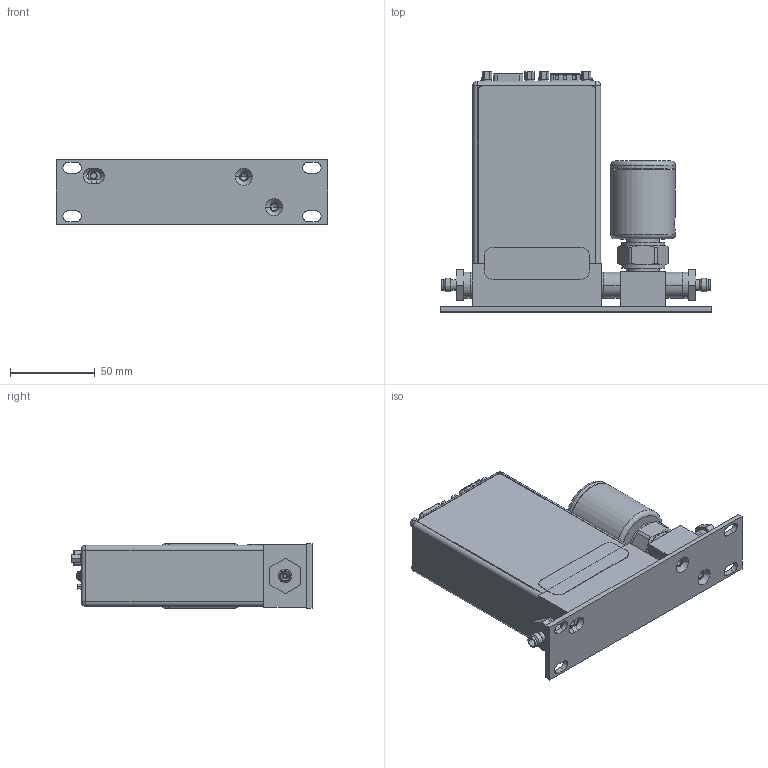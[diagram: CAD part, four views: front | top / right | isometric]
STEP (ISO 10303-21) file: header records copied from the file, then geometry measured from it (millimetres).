
FILE_DESCRIPTION((''),'2;1');
FILE_NAME('GV50A_PROFIBUS_4VCR_ASM','2015-08-04T',('cockrofm'),(''),'PRO/ENGINEER BY PARAMETRIC TECHNOLOGY CORPORATION, 2011490','PRO/ENGINEER BY PARAMETRIC TECHNOLOGY CORPORATION, 2011490','');
FILE_SCHEMA(('CONFIG_CONTROL_DESIGN'));
Length unit declared in the file: inch
Products named in the file (31): 118253_SOLID_DUMMY_1; 1042639-001_FRT_1; 1046362_PWB_1; 110-8017_CONN-2POS-SINGLE_1; 110-0187-3-PIN-HEADER_1; 1003675_SWITCH_1; 1003544_LED_1; 1007235_CONN_RJ45_1; 072-8550_MJTP1236E_1; 110-0883_10-PIN_HEADER_1; 1046363_MAIN_PWR-BD_ASM_1_ASM_ASM; 1046426_PWB_BOARD_1; SQT-PIN_1; SQT-CASE_AF0_1; SQT-125-01-X-S-RA_ANY_ASM_AF0_A_ASM; SQT-110-01-RA_ASM_1_ASM_ASM; 1032580_CONN-DSUB-9POS-FEM_1; 171-009-113_1; 1046427_CCA_ASSY_ASM_1_ASM_ASM; 122676_1; 1046371_ENCLOSURE_PROFIBUS_1; 1016309-003_1; 1011702-002_4-40_PAN-HD-SEMS_1; 1048494_REAR_LABEL_1; 1040814_PROFIBUS_DUMMY_ASM_1_AS_ASM; 116653-P1_FULL-VALVE_1_1; G-SERIES_4VCR_PROFIBUS_2-CONN_A_ASM; 119000_MNTG-PLATE; 1051904_FITTING; 1052579_FITTING; GV50A_PROFIBUS_4VCR_ASM
Assembly tree (45 placements, depth 7):
  GV50A_PROFIBUS_4VCR_ASM
    G-SERIES_4VCR_PROFIBUS_2-CONN_A_ASM
      1040814_PROFIBUS_DUMMY_ASM_1_AS_ASM
        118253_SOLID_DUMMY_1
        1042639-001_FRT_1
        1046363_MAIN_PWR-BD_ASM_1_ASM_ASM
          1046362_PWB_1
          110-8017_CONN-2POS-SINGLE_1
          110-0187-3-PIN-HEADER_1
          1003675_SWITCH_1  x2
          1003544_LED_1  x2
          1007235_CONN_RJ45_1
          072-8550_MJTP1236E_1
          110-0883_10-PIN_HEADER_1
        1046427_CCA_ASSY_ASM_1_ASM_ASM
          1046426_PWB_BOARD_1
          SQT-110-01-RA_ASM_1_ASM_ASM
            SQT-125-01-X-S-RA_ANY_ASM_AF0_A_ASM
              SQT-PIN_1  x10
              SQT-CASE_AF0_1
          1032580_CONN-DSUB-9POS-FEM_1
          171-009-113_1
        122676_1
        1046371_ENCLOSURE_PROFIBUS_1
        1016309-003_1  x4
        1011702-002_4-40_PAN-HD-SEMS_1  x2
        1048494_REAR_LABEL_1
      116653-P1_FULL-VALVE_1_1
    119000_MNTG-PLATE
    1051904_FITTING
    1052579_FITTING
Bounding box: 160.78 x 141.91 x 38.11 mm (x, y, z)
Volume: 211555 mm3; surface area: 151349.7 mm2
Topology: 39 solids, 45 shells, 2629 faces, 6716 edges, 4337 vertices
Faces by surface type: plane 1750, cylinder 641, extrusion 88, cone 74, torus 46, sphere 16, bspline 14
Entity records: 63073 total; most frequent: CARTESIAN_POINT 13401, DIRECTION 10086, ORIENTED_EDGE 10050, EDGE_CURVE 5031, VECTOR 3794, LINE 3726, VERTEX_POINT 3255, AXIS2_PLACEMENT_3D 3146
